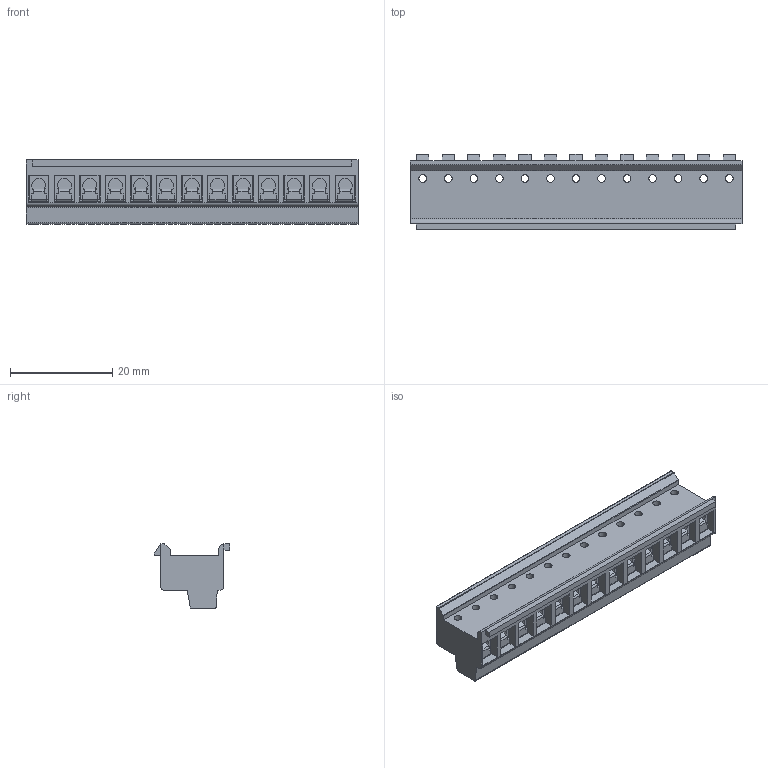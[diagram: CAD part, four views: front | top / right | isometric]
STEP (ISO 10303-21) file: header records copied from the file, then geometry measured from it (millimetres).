
FILE_DESCRIPTION((''),'2;1');
FILE_NAME('TL221T-XXP-XC','2024-12-03T11:54:20',('sheji'),(''),'CREO PARAMETRIC BY PTC INC, 2018100','CREO PARAMETRIC BY PTC INC, 2018100','');
FILE_SCHEMA(('CONFIG_CONTROL_DESIGN'));
Length unit declared in the file: millimetre
Products named in the file (1): TL221T-XXP-XC
Bounding box: 65 x 14.7 x 12.55 mm (x, y, z)
Volume: 6171.1 mm3; surface area: 5740.4 mm2
Topology: 1 solids, 1 shells, 716 faces, 1945 edges, 1270 vertices
Faces by surface type: plane 578, cylinder 138
Entity records: 22465 total; most frequent: CARTESIAN_POINT 3931, ORIENTED_EDGE 3890, DIRECTION 3731, EDGE_CURVE 1945, VECTOR 1591, LINE 1591, VERTEX_POINT 1270, AXIS2_PLACEMENT_3D 1070
